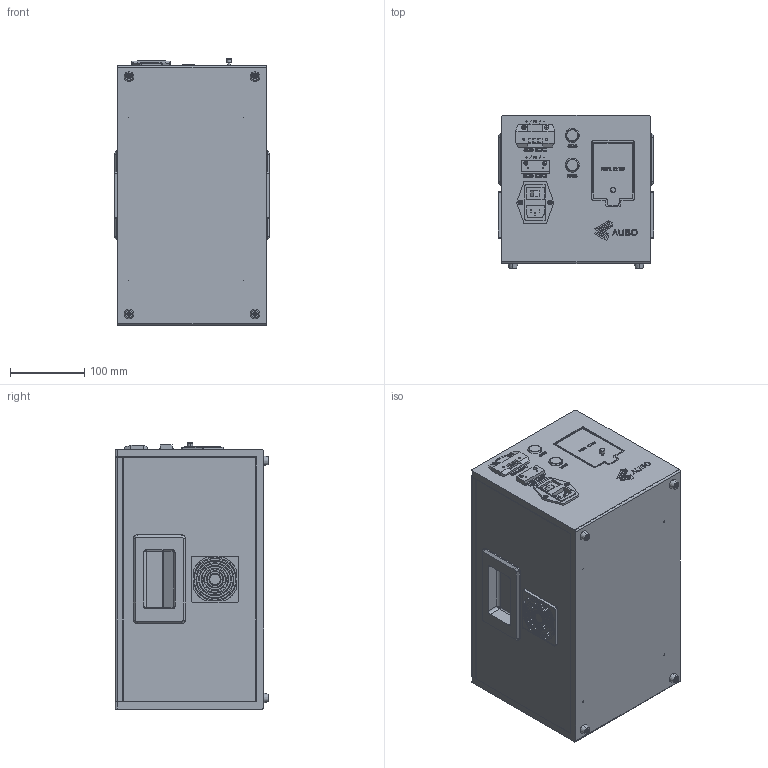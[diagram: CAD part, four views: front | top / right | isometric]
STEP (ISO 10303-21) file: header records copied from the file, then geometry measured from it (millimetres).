
FILE_DESCRIPTION (( 'STEP AP214' ), '1' );
FILE_NAME ('AGV-V3.1萇埭眊1.STEP', '2022-12-16T01:04:42', ( '' ), ( '' ), 'SwSTEP 2.0', 'SolidWorks 2018', '' );
FILE_SCHEMA (( 'AUTOMOTIVE_DESIGN' ));
Length unit declared in the file: millimetre
Products named in the file (1): AGV-V3.1萇埭眊1
Bounding box: 210 x 207 x 359 mm (x, y, z)
Volume: 13978865.6 mm3; surface area: 410064.9 mm2
Topology: 1 solids, 8 shells, 2350 faces, 6986 edges, 4616 vertices
Faces by surface type: plane 1745, cylinder 283, bspline 282, cone 36, torus 4
Entity records: 116037 total; most frequent: CARTESIAN_POINT 28526, ORIENTED_EDGE 13940, DIRECTION 11850, EDGE_CURVE 6970, VECTOR 4804, LINE 4804, VERTEX_POINT 4616, AXIS2_PLACEMENT_3D 3523
